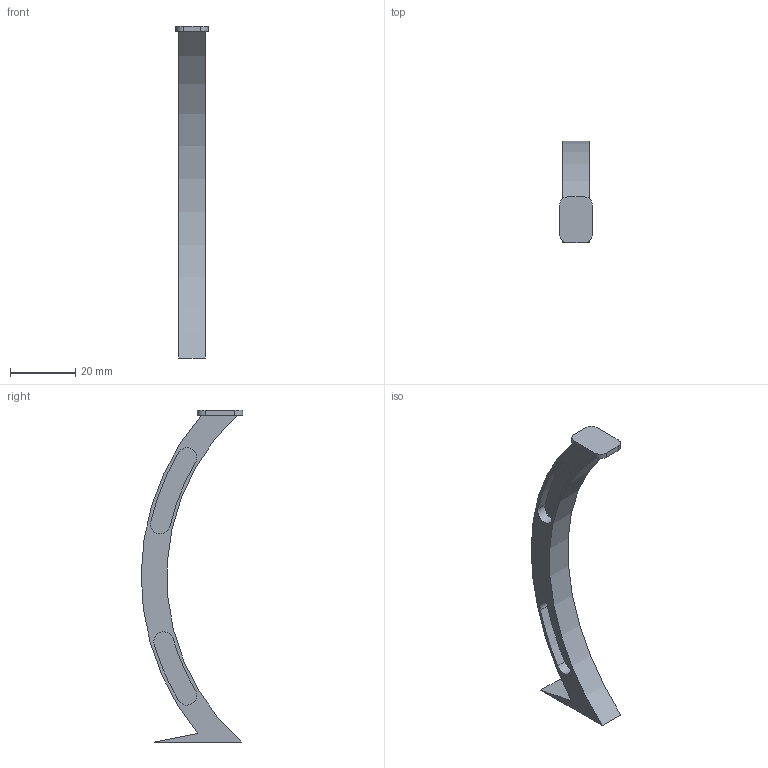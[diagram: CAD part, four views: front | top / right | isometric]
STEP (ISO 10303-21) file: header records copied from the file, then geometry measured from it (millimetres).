
FILE_DESCRIPTION(/* description */ ('CATIA V5 STEP Exchange'),/* implementation_level */ '2;1');
FILE_NAME(/* name */ 'Landing stick v0.step',/* time_stamp */ '2025-12-02T18:34:17+05:30',/* author */ (''),/* organization */ (''),/* preprocessor_version */ 'ST-DEVELOPER v20.1',/* originating_system */ 'Autodesk Translation Framework v14.17.0.0',/* authorisation */ '');
FILE_SCHEMA (('AUTOMOTIVE_DESIGN { 1 0 10303 214 3 1 1 }'));
Length unit declared in the file: millimetre
Products named in the file (1): Landing stick.1.3
Bounding box: 10 x 31.09 x 101.6 mm (x, y, z)
Volume: 5568.3 mm3; surface area: 4811.7 mm2
Topology: 1 solids, 1 shells, 36 faces, 87 edges, 58 vertices
Faces by surface type: cylinder 22, plane 14
Entity records: 1108 total; most frequent: DIRECTION 205, CARTESIAN_POINT 182, ORIENTED_EDGE 174, EDGE_CURVE 87, AXIS2_PLACEMENT_3D 81, VERTEX_POINT 58, CIRCLE 44, LINE 43
